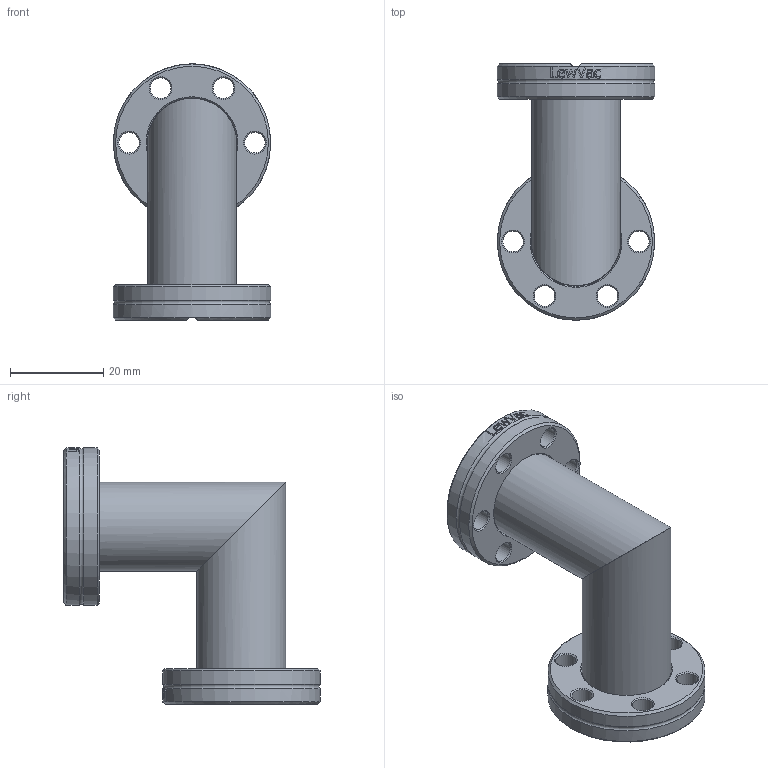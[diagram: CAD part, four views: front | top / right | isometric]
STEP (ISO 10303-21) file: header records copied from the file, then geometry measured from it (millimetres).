
FILE_DESCRIPTION(/* description */ (''),/* implementation_level */ '2;1');
FILE_NAME(/* name */ 'FL-ME16CF.stp',/* time_stamp */ '2018-02-23T11:34:26+00:00',/* author */ ('paul'),/* organization */ (''),/* preprocessor_version */ 'ST-DEVELOPER v16.13',/* originating_system */ 'Autodesk Inventor 2018',/* authorisation */ '');
FILE_SCHEMA (('AUTOMOTIVE_DESIGN { 1 0 10303 214 3 1 1 }'));
Length unit declared in the file: millimetre
Products named in the file (5): FL-ME16CF; FL-16CFR-19; FL-16CF-OUT; FL-16CFR-19INNER; tube
Assembly tree (6 placements, depth 3):
  FL-ME16CF
    FL-16CFR-19  x2
      FL-16CF-OUT
      FL-16CFR-19INNER
    tube  x2
Bounding box: 33.8 x 54.98 x 54.98 mm (x, y, z)
Volume: 11724 mm3; surface area: 15651.2 mm2
Topology: 6 solids, 6 shells, 276 faces, 714 edges, 468 vertices
Faces by surface type: plane 102, bspline 82, cylinder 50, cone 40, torus 2
Full cylindrical faces by diameter (mm): 4.4 x12, 16 x2, 17.2 x2, 19.1 x4, 19.2 x2, 21.1 x2, 21.4 x2, 33.8 x4
Entity records: 5544 total; most frequent: CARTESIAN_POINT 2345, ORIENTED_EDGE 628, DIRECTION 551, EDGE_CURVE 314, VERTEX_POINT 225, AXIS2_PLACEMENT_3D 220, EDGE_LOOP 199, FACE_OUTER_BOUND 138
